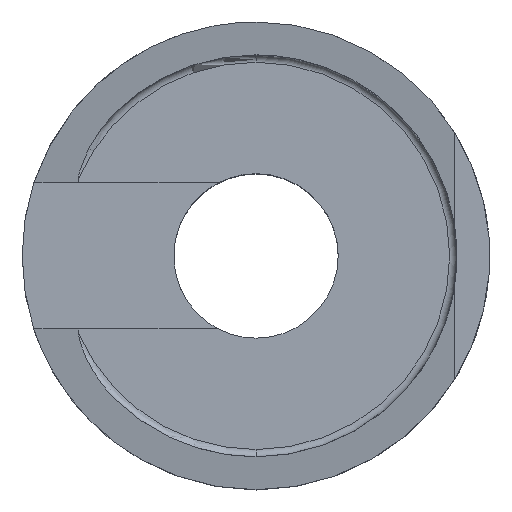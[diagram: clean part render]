
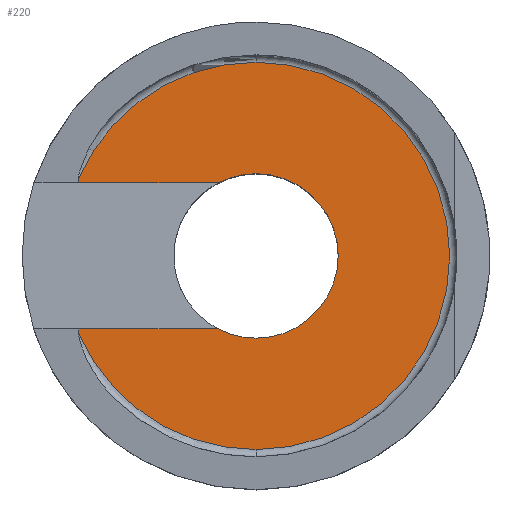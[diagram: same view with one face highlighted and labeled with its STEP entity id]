
A CAD part, top view. The second image highlights one B-rep face of the part: STEP entity #220.
In plain terms, the highlighted face is planar.
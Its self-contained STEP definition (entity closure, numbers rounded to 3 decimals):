
#27 = VECTOR ( 'NONE', #625, 1000. ) ;
#86 = VECTOR ( 'NONE', #302, 1000. ) ;
#101 = LINE ( 'NONE', #292, #86 ) ;
#113 = VERTEX_POINT ( 'NONE', #553 ) ;
#114 = DIRECTION ( 'NONE',  ( 0., 0., 1. ) ) ;
#126 = EDGE_CURVE ( 'NONE', #1043, #695, #990, .T. ) ;
#132 = AXIS2_PLACEMENT_3D ( 'NONE', #165, #753, #755 ) ;
#165 = CARTESIAN_POINT ( 'NONE',  ( 6.5, 0., 0. ) ) ;
#176 = CARTESIAN_POINT ( 'NONE',  ( 6.5, 0., -2.25 ) ) ;
#207 = LINE ( 'NONE', #1100, #27 ) ;
#214 = EDGE_CURVE ( 'NONE', #974, #1034, #953, .T. ) ;
#220 = ADVANCED_FACE ( 'NONE', ( #747 ), #1087, .F. ) ;
#260 = CARTESIAN_POINT ( 'NONE',  ( 6.5, 0., 2.25 ) ) ;
#263 = DIRECTION ( 'NONE',  ( -1., 0., 0. ) ) ;
#268 = EDGE_CURVE ( 'NONE', #411, #974, #721, .T. ) ;
#272 = VERTEX_POINT ( 'NONE', #906 ) ;
#292 = CARTESIAN_POINT ( 'NONE',  ( 6.5, 4.857, 0. ) ) ;
#293 = CARTESIAN_POINT ( 'NONE',  ( 6.5, 0., 0. ) ) ;
#300 = EDGE_CURVE ( 'NONE', #695, #593, #674, .T. ) ;
#302 = DIRECTION ( 'NONE',  ( 0., 0., 1. ) ) ;
#328 = ORIENTED_EDGE ( 'NONE', *, *, #1112, .T. ) ;
#348 = ORIENTED_EDGE ( 'NONE', *, *, #214, .F. ) ;
#349 = ORIENTED_EDGE ( 'NONE', *, *, #471, .F. ) ;
#358 = ORIENTED_EDGE ( 'NONE', *, *, #268, .F. ) ;
#360 = ORIENTED_EDGE ( 'NONE', *, *, #422, .T. ) ;
#366 = ORIENTED_EDGE ( 'NONE', *, *, #831, .F. ) ;
#368 = ORIENTED_EDGE ( 'NONE', *, *, #300, .T. ) ;
#382 = ORIENTED_EDGE ( 'NONE', *, *, #126, .T. ) ;
#395 = ORIENTED_EDGE ( 'NONE', *, *, #1130, .T. ) ;
#399 = ORIENTED_EDGE ( 'NONE', *, *, #870, .F. ) ;
#407 = AXIS2_PLACEMENT_3D ( 'NONE', #876, #1018, #883 ) ;
#409 = DIRECTION ( 'NONE',  ( 0., 1., 0. ) ) ;
#411 = VERTEX_POINT ( 'NONE', #778 ) ;
#422 = EDGE_CURVE ( 'NONE', #593, #272, #527, .T. ) ;
#423 = CARTESIAN_POINT ( 'NONE',  ( 6.5, 4.857, -2.122 ) ) ;
#441 = CARTESIAN_POINT ( 'NONE',  ( 6.5, 4.857, 2. ) ) ;
#446 = CARTESIAN_POINT ( 'NONE',  ( 6.5, 0., 0. ) ) ;
#463 = VERTEX_POINT ( 'NONE', #441 ) ;
#464 = LINE ( 'NONE', #699, #560 ) ;
#471 = EDGE_CURVE ( 'NONE', #463, #272, #464, .T. ) ;
#490 = DIRECTION ( 'NONE',  ( -1., 0., 0. ) ) ;
#517 = AXIS2_PLACEMENT_3D ( 'NONE', #1072, #1048, #1041 ) ;
#527 = CIRCLE ( 'NONE', #132, 2.25 ) ;
#553 = CARTESIAN_POINT ( 'NONE',  ( 6.5, 4.857, -2. ) ) ;
#560 = VECTOR ( 'NONE', #664, 1000. ) ;
#565 = AXIS2_PLACEMENT_3D ( 'NONE', #1061, #1053, #1050 ) ;
#593 = VERTEX_POINT ( 'NONE', #260 ) ;
#619 = AXIS2_PLACEMENT_3D ( 'NONE', #293, #263, #114 ) ;
#621 = AXIS2_PLACEMENT_3D ( 'NONE', #446, #490, #660 ) ;
#625 = DIRECTION ( 'NONE',  ( 0., 0., 1. ) ) ;
#635 = VECTOR ( 'NONE', #409, 1000. ) ;
#651 = CIRCLE ( 'NONE', #621, 5.3 ) ;
#660 = DIRECTION ( 'NONE',  ( 0., 0., 1. ) ) ;
#664 = DIRECTION ( 'NONE',  ( 0., -1., 0. ) ) ;
#671 = CARTESIAN_POINT ( 'NONE',  ( 6.5, 0., 5.3 ) ) ;
#674 = CIRCLE ( 'NONE', #407, 2.25 ) ;
#676 = EDGE_LOOP ( 'NONE', ( #382, #368, #360, #349, #328, #348, #358, #366, #395, #399 ) ) ;
#685 = CARTESIAN_POINT ( 'NONE',  ( 6.5, 0., -2. ) ) ;
#695 = VERTEX_POINT ( 'NONE', #176 ) ;
#699 = CARTESIAN_POINT ( 'NONE',  ( 6.5, 0., 2. ) ) ;
#721 = CIRCLE ( 'NONE', #988, 5.3 ) ;
#727 = CARTESIAN_POINT ( 'NONE',  ( 6.5, 4.857, 2.122 ) ) ;
#730 = LINE ( 'NONE', #685, #635 ) ;
#747 = FACE_OUTER_BOUND ( 'NONE', #676, .T. ) ;
#753 = DIRECTION ( 'NONE',  ( -1., 0., 0. ) ) ;
#755 = DIRECTION ( 'NONE',  ( 0., 0., 1. ) ) ;
#778 = CARTESIAN_POINT ( 'NONE',  ( 6.5, 0., -5.3 ) ) ;
#824 = VERTEX_POINT ( 'NONE', #423 ) ;
#831 = EDGE_CURVE ( 'NONE', #824, #411, #651, .T. ) ;
#848 = CARTESIAN_POINT ( 'NONE',  ( 6.5, 1.031, -2. ) ) ;
#870 = EDGE_CURVE ( 'NONE', #1043, #113, #730, .T. ) ;
#872 = DIRECTION ( 'NONE',  ( 0., 0., 1. ) ) ;
#873 = DIRECTION ( 'NONE',  ( -1., 0., 0. ) ) ;
#876 = CARTESIAN_POINT ( 'NONE',  ( 6.5, 0., 0. ) ) ;
#878 = CARTESIAN_POINT ( 'NONE',  ( 6.5, 0., 0. ) ) ;
#883 = DIRECTION ( 'NONE',  ( 0., 0., 1. ) ) ;
#906 = CARTESIAN_POINT ( 'NONE',  ( 6.5, 1.031, 2. ) ) ;
#953 = CIRCLE ( 'NONE', #565, 5.3 ) ;
#974 = VERTEX_POINT ( 'NONE', #671 ) ;
#988 = AXIS2_PLACEMENT_3D ( 'NONE', #878, #873, #872 ) ;
#990 = CIRCLE ( 'NONE', #619, 2.25 ) ;
#1018 = DIRECTION ( 'NONE',  ( -1., 0., 0. ) ) ;
#1034 = VERTEX_POINT ( 'NONE', #727 ) ;
#1041 = DIRECTION ( 'NONE',  ( 0., 0., 1. ) ) ;
#1043 = VERTEX_POINT ( 'NONE', #848 ) ;
#1048 = DIRECTION ( 'NONE',  ( -1., 0., 0. ) ) ;
#1050 = DIRECTION ( 'NONE',  ( 0., 0., 1. ) ) ;
#1053 = DIRECTION ( 'NONE',  ( -1., 0., 0. ) ) ;
#1061 = CARTESIAN_POINT ( 'NONE',  ( 6.5, 0., 0. ) ) ;
#1072 = CARTESIAN_POINT ( 'NONE',  ( 6.5, 5.3, 0. ) ) ;
#1087 = PLANE ( 'NONE',  #517 ) ;
#1100 = CARTESIAN_POINT ( 'NONE',  ( 6.5, 4.857, 0. ) ) ;
#1112 = EDGE_CURVE ( 'NONE', #463, #1034, #101, .T. ) ;
#1130 = EDGE_CURVE ( 'NONE', #824, #113, #207, .T. ) ;
